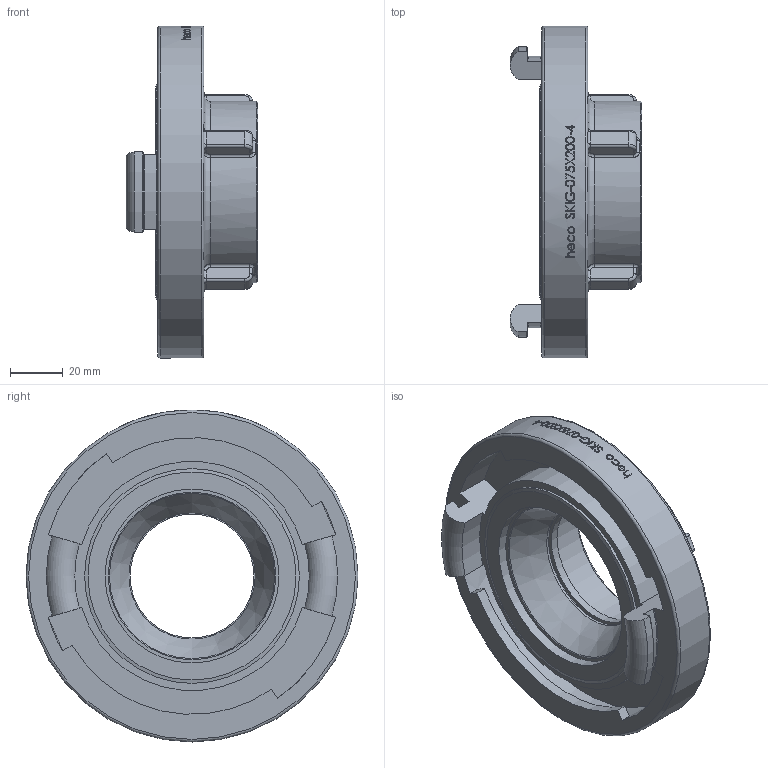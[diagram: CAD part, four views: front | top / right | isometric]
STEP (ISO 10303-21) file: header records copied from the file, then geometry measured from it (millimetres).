
FILE_DESCRIPTION (( 'STEP AP214' ), '1' );
FILE_NAME ('SKIG-075X200 75-B 2309.STEP', '2023-10-05T07:58:35', ( '' ), ( '' ), 'SwSTEP 2.0', 'SolidWorks 2019', '' );
FILE_SCHEMA (( 'AUTOMOTIVE_DESIGN' ));
Length unit declared in the file: millimetre
Products named in the file (1): SKIG-075X200 75-B 2309
Bounding box: 50 x 126 x 126 mm (x, y, z)
Volume: 169475.2 mm3; surface area: 49980.3 mm2
Topology: 1 solids, 1 shells, 362 faces, 925 edges, 594 vertices
Faces by surface type: plane 123, bspline 116, cylinder 83, torus 33, cone 7
Full cylindrical faces by diameter (mm): 47 x1, 48 x1, 56.656 x1, 66 x1, 69 x1, 81.5 x1, 126 x1
Entity records: 18943 total; most frequent: CARTESIAN_POINT 8663, ORIENTED_EDGE 1804, DIRECTION 1359, EDGE_CURVE 902, VERTEX_POINT 587, AXIS2_PLACEMENT_3D 496, EDGE_LOOP 409, FACE_OUTER_BOUND 372
